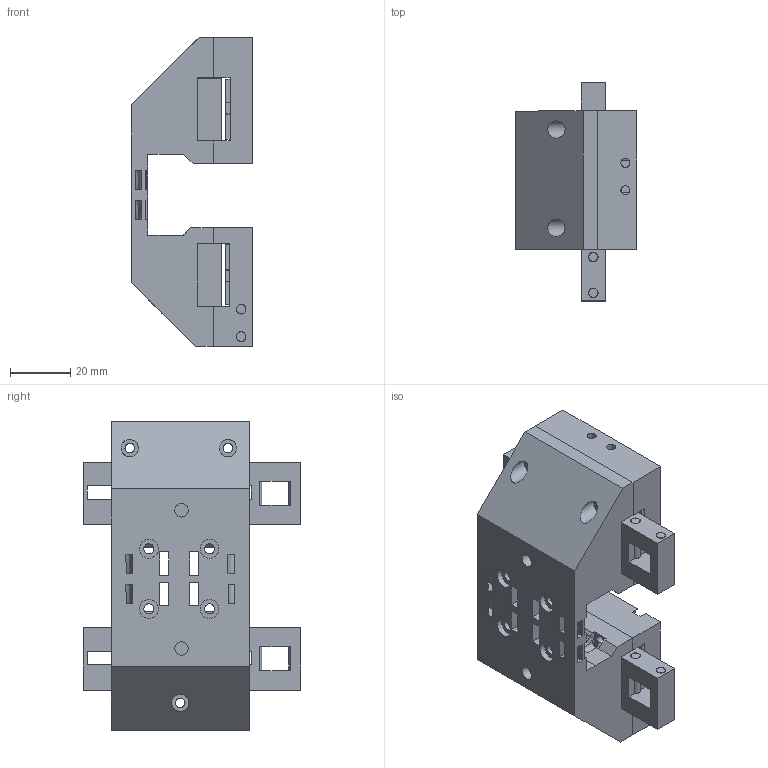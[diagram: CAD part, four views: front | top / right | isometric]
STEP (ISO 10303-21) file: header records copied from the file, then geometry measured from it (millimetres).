
FILE_DESCRIPTION(/* description */ (''),/* implementation_level */ '2;1');
FILE_NAME(/* name */ 'ToolLock Solid Assembly Alpha v2.step',/* time_stamp */ '2023-12-19T16:35:02-05:00',/* author */ (''),/* organization */ (''),/* preprocessor_version */ 'ST-DEVELOPER v20',/* originating_system */ 'Autodesk Translation Framework v12.14.0.127',/* authorisation */ '');
FILE_SCHEMA (('AUTOMOTIVE_DESIGN { 1 0 10303 214 3 1 1 }'));
Length unit declared in the file: millimetre
Products named in the file (7): Assembly Alpha; Lock Body Bottom.f3d; Lock Body Top.f3d; Spring Spacer Top.f3d; Spring Spacer Bottom.f3d; Carriage MGN12; Lock Body Slider.f3d
Assembly tree (7 placements, depth 2):
  Assembly Alpha
    Lock Body Bottom.f3d
    Lock Body Top.f3d
    Spring Spacer Top.f3d
    Spring Spacer Bottom.f3d
    Lock Body Slider.f3d  x2
    Carriage MGN12
Bounding box: 40.34 x 72.44 x 102.8 mm (x, y, z)
Volume: 103660.7 mm3; surface area: 55253.6 mm2
Topology: 13 solids, 13 shells, 883 faces, 2444 edges, 1610 vertices
Faces by surface type: plane 761, bspline 68, cylinder 54
Full cylindrical faces by diameter (mm): 3 x6, 3.2 x6, 3.201 x4, 3.202 x1, 3.217 x6, 3.304 x1, 3.305 x1, 3.36 x4, 3.7 x1, 4.317 x1, 4.5 x10, 5.72 x3, 6.25 x4, 6.75 x1, 8.017 x3
Entity records: 27367 total; most frequent: CARTESIAN_POINT 6007, ORIENTED_EDGE 4532, DIRECTION 4018, EDGE_CURVE 2266, LINE 1944, VECTOR 1944, VERTEX_POINT 1492, AXIS2_PLACEMENT_3D 1037
